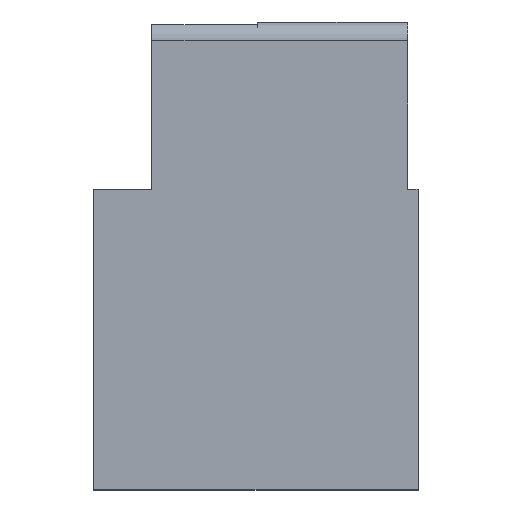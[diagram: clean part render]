
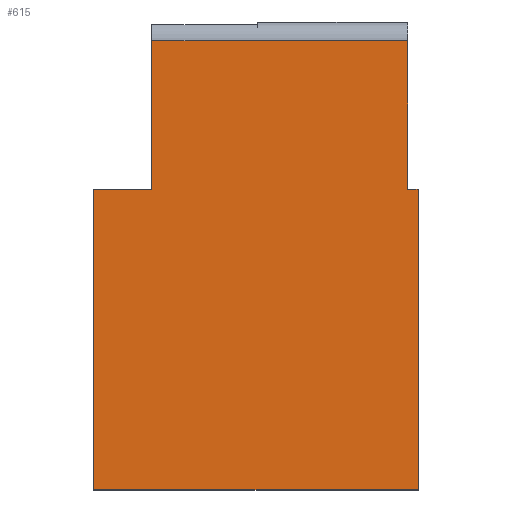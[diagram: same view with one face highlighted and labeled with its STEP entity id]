
A CAD part, front view. The second image highlights one B-rep face of the part: STEP entity #615.
In plain terms, the highlighted planar face has unit normal (0, -1, 0).
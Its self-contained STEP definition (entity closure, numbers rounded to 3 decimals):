
#155 = VERTEX_POINT ( 'NONE', #1753 ) ;
#160 = LINE ( 'NONE', #788, #2139 ) ;
#171 = VERTEX_POINT ( 'NONE', #601 ) ;
#188 = CARTESIAN_POINT ( 'NONE',  ( -142.5, 0., -33. ) ) ;
#195 = CARTESIAN_POINT ( 'NONE',  ( -142.5, 0., -33. ) ) ;
#211 = LINE ( 'NONE', #195, #2842 ) ;
#258 = EDGE_CURVE ( 'NONE', #1124, #2217, #1312, .T. ) ;
#304 = EDGE_CURVE ( 'NONE', #171, #155, #2045, .T. ) ;
#372 = CARTESIAN_POINT ( 'NONE',  ( -140.5, 0., -33. ) ) ;
#407 = VERTEX_POINT ( 'NONE', #2059 ) ;
#601 = CARTESIAN_POINT ( 'NONE',  ( -175., 0., -65. ) ) ;
#613 = CARTESIAN_POINT ( 'NONE',  ( -141.625, 0., -17.2 ) ) ;
#615 = ADVANCED_FACE ( 'NONE', ( #1490 ), #1015, .F. ) ;
#788 = CARTESIAN_POINT ( 'NONE',  ( -141.625, 0., -33. ) ) ;
#857 = EDGE_CURVE ( 'NONE', #1712, #407, #160, .T. ) ;
#906 = CARTESIAN_POINT ( 'NONE',  ( -142.5, 0., -17.2 ) ) ;
#1015 = PLANE ( 'NONE',  #1045 ) ;
#1045 = AXIS2_PLACEMENT_3D ( 'NONE', #1947, #2865, #2621 ) ;
#1085 = DIRECTION ( 'NONE',  ( 0., 0., -1. ) ) ;
#1111 = EDGE_LOOP ( 'NONE', ( #2667, #1969, #1254, #2203, #2206, #1297, #1322, #2163 ) ) ;
#1115 = DIRECTION ( 'NONE',  ( 1., 0., 0. ) ) ;
#1124 = VERTEX_POINT ( 'NONE', #2313 ) ;
#1254 = ORIENTED_EDGE ( 'NONE', *, *, #304, .F. ) ;
#1284 = LINE ( 'NONE', #2199, #1362 ) ;
#1297 = ORIENTED_EDGE ( 'NONE', *, *, #1894, .F. ) ;
#1312 = LINE ( 'NONE', #1617, #2275 ) ;
#1322 = ORIENTED_EDGE ( 'NONE', *, *, #857, .F. ) ;
#1362 = VECTOR ( 'NONE', #2148, 1000. ) ;
#1376 = LINE ( 'NONE', #188, #2481 ) ;
#1457 = CARTESIAN_POINT ( 'NONE',  ( -142.5, 0., -65. ) ) ;
#1490 = FACE_OUTER_BOUND ( 'NONE', #1111, .T. ) ;
#1536 = CARTESIAN_POINT ( 'NONE',  ( -168.825, 0., -17.2 ) ) ;
#1617 = CARTESIAN_POINT ( 'NONE',  ( -168.825, 0., -33. ) ) ;
#1673 = VECTOR ( 'NONE', #2590, 1000. ) ;
#1705 = LINE ( 'NONE', #1457, #1673 ) ;
#1712 = VERTEX_POINT ( 'NONE', #613 ) ;
#1722 = EDGE_CURVE ( 'NONE', #171, #2409, #1705, .T. ) ;
#1753 = CARTESIAN_POINT ( 'NONE',  ( -175., 0., -33. ) ) ;
#1808 = DIRECTION ( 'NONE',  ( 0., 0., 1. ) ) ;
#1894 = EDGE_CURVE ( 'NONE', #407, #2165, #1376, .T. ) ;
#1947 = CARTESIAN_POINT ( 'NONE',  ( -142.5, 0., -33. ) ) ;
#1969 = ORIENTED_EDGE ( 'NONE', *, *, #2427, .F. ) ;
#2045 = LINE ( 'NONE', #2959, #2600 ) ;
#2050 = DIRECTION ( 'NONE',  ( 1., 0., 0. ) ) ;
#2059 = CARTESIAN_POINT ( 'NONE',  ( -141.625, 0., -33. ) ) ;
#2139 = VECTOR ( 'NONE', #1085, 1000. ) ;
#2148 = DIRECTION ( 'NONE',  ( 0., 0., -1. ) ) ;
#2163 = ORIENTED_EDGE ( 'NONE', *, *, #2439, .F. ) ;
#2165 = VERTEX_POINT ( 'NONE', #372 ) ;
#2199 = CARTESIAN_POINT ( 'NONE',  ( -140.5, 0., -49. ) ) ;
#2203 = ORIENTED_EDGE ( 'NONE', *, *, #1722, .T. ) ;
#2206 = ORIENTED_EDGE ( 'NONE', *, *, #2670, .F. ) ;
#2217 = VERTEX_POINT ( 'NONE', #1536 ) ;
#2225 = VECTOR ( 'NONE', #2922, 1000. ) ;
#2275 = VECTOR ( 'NONE', #2715, 1000. ) ;
#2313 = CARTESIAN_POINT ( 'NONE',  ( -168.825, 0., -33. ) ) ;
#2409 = VERTEX_POINT ( 'NONE', #2492 ) ;
#2427 = EDGE_CURVE ( 'NONE', #155, #1124, #211, .T. ) ;
#2439 = EDGE_CURVE ( 'NONE', #2217, #1712, #2965, .T. ) ;
#2481 = VECTOR ( 'NONE', #1115, 1000. ) ;
#2492 = CARTESIAN_POINT ( 'NONE',  ( -140.5, 0., -65. ) ) ;
#2590 = DIRECTION ( 'NONE',  ( 1., 0., 0. ) ) ;
#2600 = VECTOR ( 'NONE', #1808, 1000. ) ;
#2621 = DIRECTION ( 'NONE',  ( 0., 0., 1. ) ) ;
#2667 = ORIENTED_EDGE ( 'NONE', *, *, #258, .F. ) ;
#2670 = EDGE_CURVE ( 'NONE', #2165, #2409, #1284, .T. ) ;
#2715 = DIRECTION ( 'NONE',  ( 0., 0., 1. ) ) ;
#2842 = VECTOR ( 'NONE', #2050, 1000. ) ;
#2865 = DIRECTION ( 'NONE',  ( 0., 1., 0. ) ) ;
#2922 = DIRECTION ( 'NONE',  ( 1., 0., 0. ) ) ;
#2959 = CARTESIAN_POINT ( 'NONE',  ( -175., 0., -33. ) ) ;
#2965 = LINE ( 'NONE', #906, #2225 ) ;
